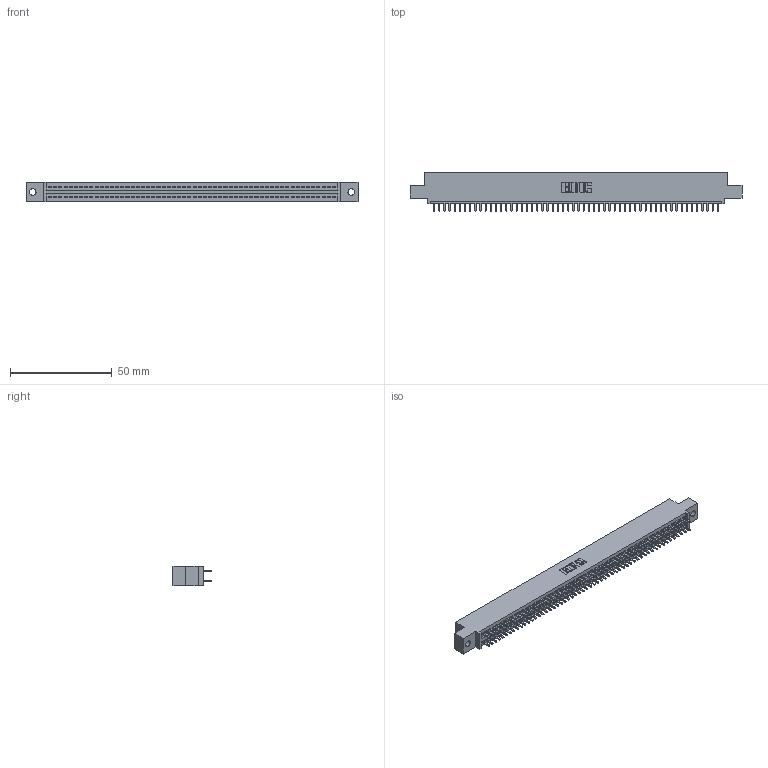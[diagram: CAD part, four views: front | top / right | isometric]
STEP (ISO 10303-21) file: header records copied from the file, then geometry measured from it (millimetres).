
FILE_DESCRIPTION (( 'STEP AP203' ), '1' );
FILE_NAME ('395-112-521-502.STEP', '2019-10-27T13:04:39', ( '' ), ( '' ), 'SwSTEP 2.0', 'SolidWorks 2016', '' );
FILE_SCHEMA (( 'CONFIG_CONTROL_DESIGN' ));
Length unit declared in the file: inch
Products named in the file (3): 345 Part_0.110 Offset - 0.128 Dia; 345-292-001_345-293-121; 395-112-521-502
Assembly tree (113 placements, depth 2):
  395-112-521-502
    345 Part_0.110 Offset - 0.128 Dia
    345-292-001_345-293-121  x112
Bounding box: 163.45 x 18.72 x 9.4 mm (x, y, z)
Volume: 15851.8 mm3; surface area: 23225.3 mm2
Topology: 113 solids, 113 shells, 5730 faces, 17041 edges, 11210 vertices
Faces by surface type: plane 3780, cylinder 1950
Entity records: 42207 total; most frequent: CARTESIAN_POINT 7064, ORIENTED_EDGE 6998, DIRECTION 6211, EDGE_CURVE 3499, VECTOR 3143, LINE 3143, VERTEX_POINT 2330, AXIS2_PLACEMENT_3D 1534
